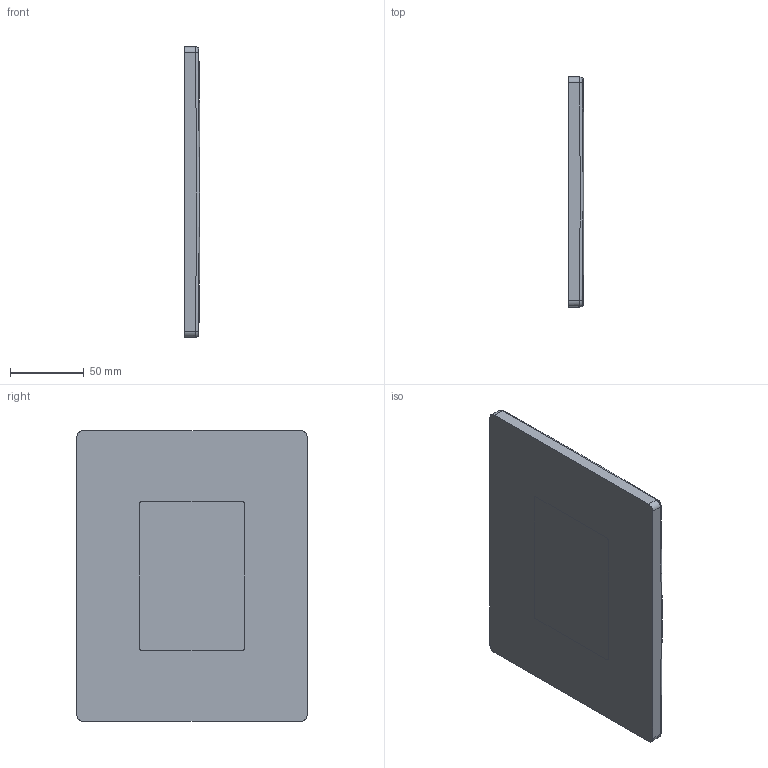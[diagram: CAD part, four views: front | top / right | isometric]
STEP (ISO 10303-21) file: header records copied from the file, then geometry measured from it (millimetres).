
FILE_DESCRIPTION(/* description */ ('Unknown'),/* implementation_level */ '2;1');
FILE_NAME(/* name */ '38732000',/* time_stamp */ '2022-08-29T06:08:20+02:00',/* author */ ('Unknown'),/* organization */ ('GROHE AG'),/* preprocessor_version */ 'ST-DEVELOPER v16.7',/* originating_system */ 'DEX',/* authorisation */ $);
FILE_SCHEMA (('AUTOMOTIVE_DESIGN {1 0 10303 214 3 1 1}'));
Length unit declared in the file: millimetre
Products named in the file (2): 38732000; id11
Assembly tree (1 placements, depth 2):
  38732000
    id11
Bounding box: 10.44 x 156 x 197 mm (x, y, z)
Surface area: 66130.2 mm2 (no closed solid volume)
Topology: 0 solids, 3 shells, 67 faces, 530 edges, 462 vertices
Faces by surface type: bspline 30, cylinder 22, plane 15
Entity records: 5779 total; most frequent: CARTESIAN_POINT 1812, DIRECTION 681, ORIENTED_EDGE 638, EDGE_CURVE 530, VERTEX_POINT 462, LINE 261, VECTOR 261, AXIS2_PLACEMENT_3D 210
